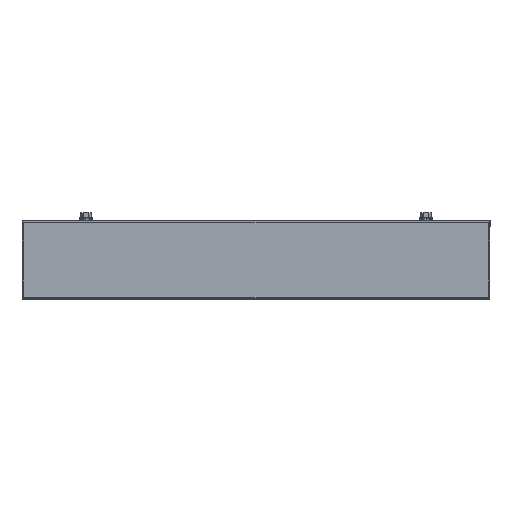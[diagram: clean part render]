
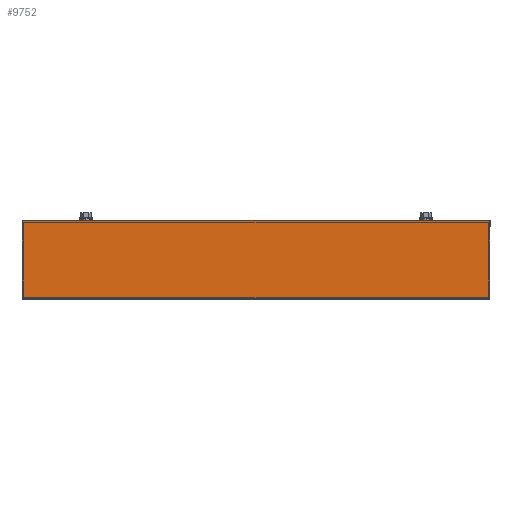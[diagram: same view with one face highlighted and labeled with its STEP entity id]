
A CAD part, top view. The second image highlights one B-rep face of the part: STEP entity #9752.
In plain terms, the highlighted face is planar.
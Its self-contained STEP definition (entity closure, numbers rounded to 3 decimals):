
#114 = DIRECTION ( 'NONE',  ( 0., 1., 0. ) ) ;
#302 = CARTESIAN_POINT ( 'NONE',  ( 600., 50., 0. ) ) ;
#381 = DIRECTION ( 'NONE',  ( 1., 0., 0. ) ) ;
#439 = ORIENTED_EDGE ( 'NONE', *, *, #5839, .F. ) ;
#470 = ORIENTED_EDGE ( 'NONE', *, *, #6753, .F. ) ;
#555 = CARTESIAN_POINT ( 'NONE',  ( 0., -50., 0. ) ) ;
#862 = LINE ( 'NONE', #3978, #2447 ) ;
#932 = LINE ( 'NONE', #4618, #2341 ) ;
#966 = AXIS2_PLACEMENT_3D ( 'NONE', #1891, #8884, #381 ) ;
#1073 = VECTOR ( 'NONE', #9773, 1000. ) ;
#1436 = EDGE_CURVE ( 'NONE', #9947, #1764, #932, .T. ) ;
#1586 = DIRECTION ( 'NONE',  ( -1., 0., 0. ) ) ;
#1764 = VERTEX_POINT ( 'NONE', #3571 ) ;
#1891 = CARTESIAN_POINT ( 'NONE',  ( 0., 0., 0. ) ) ;
#2287 = VERTEX_POINT ( 'NONE', #7817 ) ;
#2341 = VECTOR ( 'NONE', #1586, 1000. ) ;
#2447 = VECTOR ( 'NONE', #7020, 1000. ) ;
#2530 = EDGE_CURVE ( 'NONE', #2287, #4257, #8857, .T. ) ;
#2536 = EDGE_LOOP ( 'NONE', ( #470, #2656, #439, #6965 ) ) ;
#2656 = ORIENTED_EDGE ( 'NONE', *, *, #1436, .F. ) ;
#3440 = CARTESIAN_POINT ( 'NONE',  ( 600., -50., 0. ) ) ;
#3571 = CARTESIAN_POINT ( 'NONE',  ( 0., 50., 0. ) ) ;
#3977 = CARTESIAN_POINT ( 'NONE',  ( 600., 50., 0. ) ) ;
#3978 = CARTESIAN_POINT ( 'NONE',  ( 0., 50., 0. ) ) ;
#4257 = VERTEX_POINT ( 'NONE', #3440 ) ;
#4618 = CARTESIAN_POINT ( 'NONE',  ( 0., 50., 0. ) ) ;
#5839 = EDGE_CURVE ( 'NONE', #4257, #9947, #6161, .T. ) ;
#6014 = VECTOR ( 'NONE', #114, 1000. ) ;
#6161 = LINE ( 'NONE', #3977, #6014 ) ;
#6753 = EDGE_CURVE ( 'NONE', #1764, #2287, #862, .T. ) ;
#6965 = ORIENTED_EDGE ( 'NONE', *, *, #2530, .F. ) ;
#7020 = DIRECTION ( 'NONE',  ( 0., -1., 0. ) ) ;
#7233 = FACE_OUTER_BOUND ( 'NONE', #2536, .T. ) ;
#7817 = CARTESIAN_POINT ( 'NONE',  ( 0., -50., 0. ) ) ;
#8787 = PLANE ( 'NONE',  #966 ) ;
#8857 = LINE ( 'NONE', #555, #1073 ) ;
#8884 = DIRECTION ( 'NONE',  ( 0., 0., 1. ) ) ;
#9752 = ADVANCED_FACE ( 'NONE', ( #7233 ), #8787, .F. ) ;
#9773 = DIRECTION ( 'NONE',  ( 1., 0., 0. ) ) ;
#9947 = VERTEX_POINT ( 'NONE', #302 ) ;
